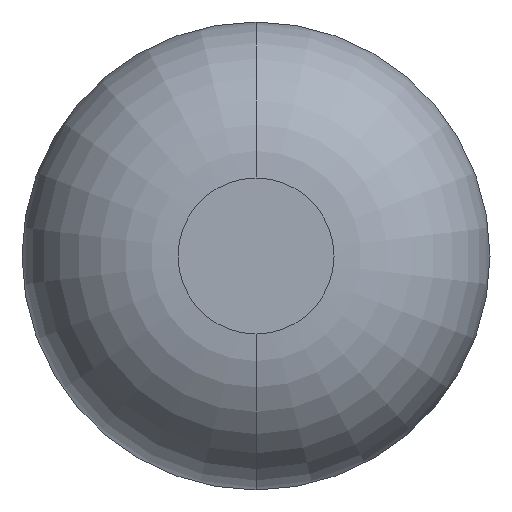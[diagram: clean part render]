
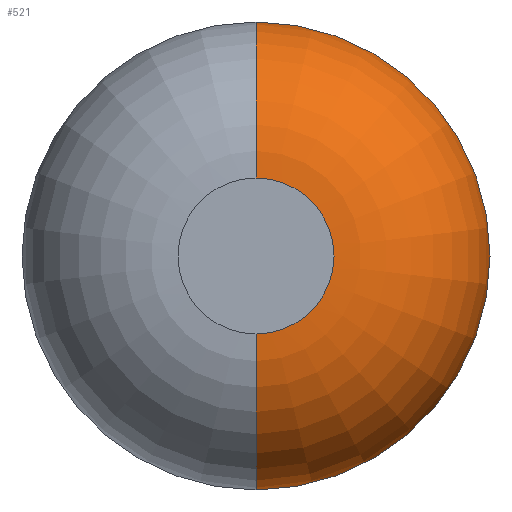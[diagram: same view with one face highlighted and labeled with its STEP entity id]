
A CAD part, front view. The second image highlights one B-rep face of the part: STEP entity #521.
In plain terms, the highlighted toroidal (fillet/blend) face has major radius 3.175 mm and minor radius 6.35 mm.
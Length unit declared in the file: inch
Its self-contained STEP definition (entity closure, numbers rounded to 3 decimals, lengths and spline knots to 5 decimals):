
#8 = AXIS2_PLACEMENT_3D ( 'NONE', #128, #304, #306 ) ;
#23 = DIRECTION ( 'NONE',  ( -1., 0., 0. ) ) ;
#32 = EDGE_CURVE ( 'NONE', #150, #548, #89, .T. ) ;
#43 = CIRCLE ( 'NONE', #8, 0.25 ) ;
#56 = CARTESIAN_POINT ( 'NONE',  ( 0., 0.25, 0.375 ) ) ;
#59 = CARTESIAN_POINT ( 'NONE',  ( 0., 0.25, 0. ) ) ;
#71 = ORIENTED_EDGE ( 'NONE', *, *, #130, .T. ) ;
#89 = CIRCLE ( 'NONE', #113, 0.125 ) ;
#105 = DIRECTION ( 'NONE',  ( 0., 0., -1. ) ) ;
#113 = AXIS2_PLACEMENT_3D ( 'NONE', #490, #372, #105 ) ;
#128 = CARTESIAN_POINT ( 'NONE',  ( 0., 0.25, 0.125 ) ) ;
#130 = EDGE_CURVE ( 'NONE', #307, #548, #43, .T. ) ;
#149 = CIRCLE ( 'NONE', #354, 0.375 ) ;
#150 = VERTEX_POINT ( 'NONE', #345 ) ;
#167 = AXIS2_PLACEMENT_3D ( 'NONE', #409, #23, #482 ) ;
#171 = CARTESIAN_POINT ( 'NONE',  ( 0., 0.25, 0. ) ) ;
#221 = DIRECTION ( 'NONE',  ( 0., 0., -1. ) ) ;
#236 = ORIENTED_EDGE ( 'NONE', *, *, #271, .F. ) ;
#258 = DIRECTION ( 'NONE',  ( 0., 0., -1. ) ) ;
#262 = DIRECTION ( 'NONE',  ( 0., -1., 0. ) ) ;
#271 = EDGE_CURVE ( 'NONE', #460, #150, #525, .T. ) ;
#296 = CARTESIAN_POINT ( 'NONE',  ( 0., 0.25, -0.375 ) ) ;
#303 = FACE_OUTER_BOUND ( 'NONE', #540, .T. ) ;
#304 = DIRECTION ( 'NONE',  ( 1., 0., 0. ) ) ;
#306 = DIRECTION ( 'NONE',  ( 0., 0., -1. ) ) ;
#307 = VERTEX_POINT ( 'NONE', #56 ) ;
#345 = CARTESIAN_POINT ( 'NONE',  ( 0., 0., -0.125 ) ) ;
#347 = EDGE_CURVE ( 'NONE', #460, #307, #149, .T. ) ;
#354 = AXIS2_PLACEMENT_3D ( 'NONE', #59, #397, #221 ) ;
#357 = CARTESIAN_POINT ( 'NONE',  ( 0., 0., 0.125 ) ) ;
#372 = DIRECTION ( 'NONE',  ( 0., -1., 0. ) ) ;
#386 = TOROIDAL_SURFACE ( 'NONE', #527, 0.125, 0.25 ) ;
#397 = DIRECTION ( 'NONE',  ( 0., -1., 0. ) ) ;
#409 = CARTESIAN_POINT ( 'NONE',  ( 0., 0.25, -0.125 ) ) ;
#418 = ORIENTED_EDGE ( 'NONE', *, *, #32, .F. ) ;
#460 = VERTEX_POINT ( 'NONE', #296 ) ;
#482 = DIRECTION ( 'NONE',  ( 0., 0., 1. ) ) ;
#490 = CARTESIAN_POINT ( 'NONE',  ( 0., 0., 0. ) ) ;
#521 = ADVANCED_FACE ( 'NONE', ( #303 ), #386, .T. ) ;
#524 = ORIENTED_EDGE ( 'NONE', *, *, #347, .T. ) ;
#525 = CIRCLE ( 'NONE', #167, 0.25 ) ;
#527 = AXIS2_PLACEMENT_3D ( 'NONE', #171, #262, #258 ) ;
#540 = EDGE_LOOP ( 'NONE', ( #524, #71, #418, #236 ) ) ;
#548 = VERTEX_POINT ( 'NONE', #357 ) ;
